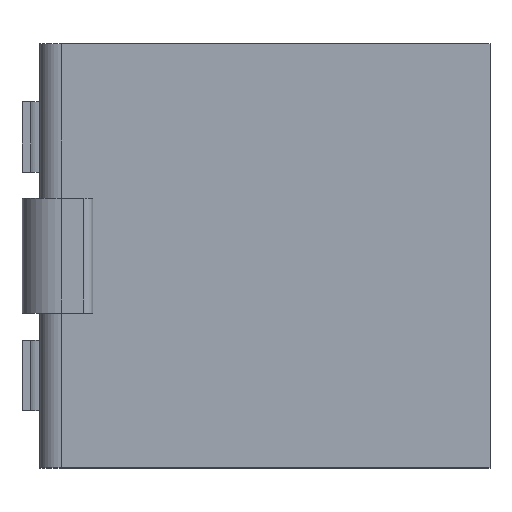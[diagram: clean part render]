
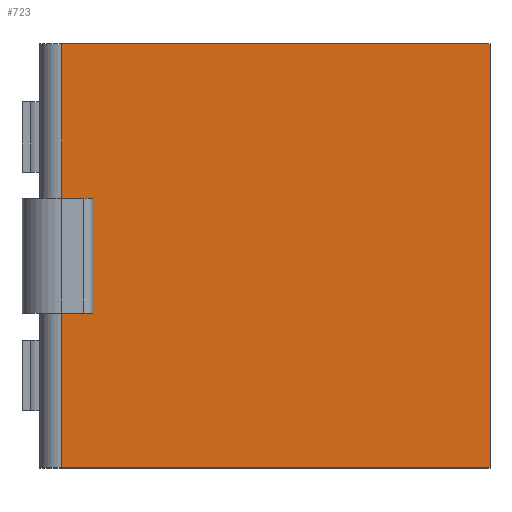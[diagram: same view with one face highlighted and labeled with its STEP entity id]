
A CAD part, top view. The second image highlights one B-rep face of the part: STEP entity #723.
In plain terms, the highlighted planar face has unit normal (0, 0, 1).
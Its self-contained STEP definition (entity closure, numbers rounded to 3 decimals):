
#13 = AXIS2_PLACEMENT_3D ( 'NONE', #1580, #2145, #1203 ) ;
#63 = ORIENTED_EDGE ( 'NONE', *, *, #1989, .T. ) ;
#121 = VERTEX_POINT ( 'NONE', #761 ) ;
#155 = CARTESIAN_POINT ( 'NONE',  ( -2.3, 0., 1.75 ) ) ;
#179 = VECTOR ( 'NONE', #1714, 1000. ) ;
#211 = LINE ( 'NONE', #1734, #179 ) ;
#271 = DIRECTION ( 'NONE',  ( 0., 1., 0. ) ) ;
#294 = PLANE ( 'NONE',  #13 ) ;
#303 = CARTESIAN_POINT ( 'NONE',  ( 2.55, -2.4, 1.75 ) ) ;
#454 = CARTESIAN_POINT ( 'NONE',  ( 2.55, 2.4, 1.75 ) ) ;
#459 = VERTEX_POINT ( 'NONE', #1070 ) ;
#723 = ADVANCED_FACE ( 'NONE', ( #931 ), #294, .F. ) ;
#740 = EDGE_CURVE ( 'NONE', #1005, #459, #909, .T. ) ;
#761 = CARTESIAN_POINT ( 'NONE',  ( -2.3, -2.4, 1.75 ) ) ;
#891 = VERTEX_POINT ( 'NONE', #303 ) ;
#909 = LINE ( 'NONE', #1853, #2010 ) ;
#931 = FACE_OUTER_BOUND ( 'NONE', #1471, .T. ) ;
#1005 = VERTEX_POINT ( 'NONE', #454 ) ;
#1070 = CARTESIAN_POINT ( 'NONE',  ( -2.3, 2.4, 1.75 ) ) ;
#1203 = DIRECTION ( 'NONE',  ( -1., 0., 0. ) ) ;
#1301 = LINE ( 'NONE', #155, #2002 ) ;
#1406 = VECTOR ( 'NONE', #271, 1000. ) ;
#1471 = EDGE_LOOP ( 'NONE', ( #1994, #2224, #63, #2076 ) ) ;
#1512 = DIRECTION ( 'NONE',  ( 0., -1., 0. ) ) ;
#1580 = CARTESIAN_POINT ( 'NONE',  ( 0., 0., 1.75 ) ) ;
#1714 = DIRECTION ( 'NONE',  ( 1., 0., 0. ) ) ;
#1734 = CARTESIAN_POINT ( 'NONE',  ( -2.55, -2.4, 1.75 ) ) ;
#1769 = EDGE_CURVE ( 'NONE', #891, #1005, #2125, .T. ) ;
#1816 = DIRECTION ( 'NONE',  ( -1., 0., 0. ) ) ;
#1853 = CARTESIAN_POINT ( 'NONE',  ( -2.55, 2.4, 1.75 ) ) ;
#1989 = EDGE_CURVE ( 'NONE', #121, #891, #211, .T. ) ;
#1994 = ORIENTED_EDGE ( 'NONE', *, *, #740, .T. ) ;
#2002 = VECTOR ( 'NONE', #1512, 1000. ) ;
#2010 = VECTOR ( 'NONE', #1816, 1000. ) ;
#2076 = ORIENTED_EDGE ( 'NONE', *, *, #1769, .T. ) ;
#2125 = LINE ( 'NONE', #2414, #1406 ) ;
#2145 = DIRECTION ( 'NONE',  ( 0., 0., -1. ) ) ;
#2224 = ORIENTED_EDGE ( 'NONE', *, *, #2286, .T. ) ;
#2286 = EDGE_CURVE ( 'NONE', #459, #121, #1301, .T. ) ;
#2414 = CARTESIAN_POINT ( 'NONE',  ( 2.55, -2.4, 1.75 ) ) ;
